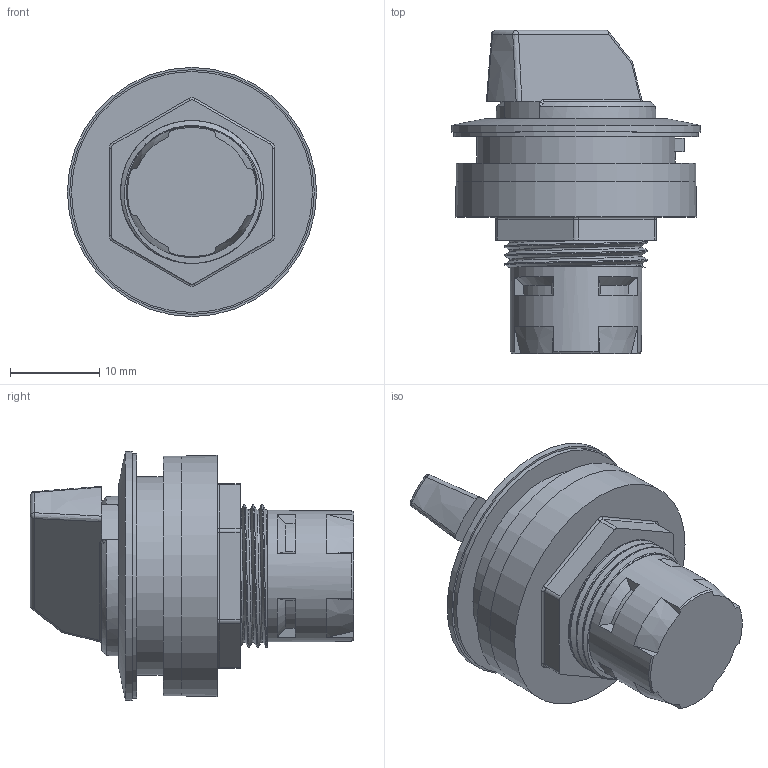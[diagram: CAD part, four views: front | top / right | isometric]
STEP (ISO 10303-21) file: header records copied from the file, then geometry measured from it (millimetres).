
FILE_DESCRIPTION(/* description */ (''),/* implementation_level */ '2;1');
FILE_NAME(/* name */ 'RRJWA_ipt.stp',/* time_stamp */ '2016-03-09T12:01:18+01:00',/* author */ ('mharscher'),/* organization */ (''),/* preprocessor_version */ 'ST-DEVELOPER v15.2',/* originating_system */ 'Autodesk Inventor 2014',/* authorisation */ '');
FILE_SCHEMA (('CONFIG_CONTROL_DESIGN'));
Length unit declared in the file: centimetre
Products named in the file (1): RRJWA_ipt
Bounding box: 27.9 x 36.2 x 27.9 mm (x, y, z)
Volume: 8962.8 mm3; surface area: 4982.1 mm2
Topology: 1 solids, 1 shells, 140 faces, 361 edges, 239 vertices
Faces by surface type: plane 55, cylinder 35, cone 21, bspline 15, torus 12, sphere 2
Full cylindrical faces by diameter (mm): 14.7 x1, 16 x3, 16.5 x1, 18.25 x1, 19.67 x1, 22.2 x1, 25 x1, 26.86 x1, 27.4 x1, 27.9 x1
Entity records: 8440 total; most frequent: CARTESIAN_POINT 5339, ORIENTED_EDGE 656, DIRECTION 602, EDGE_CURVE 328, AXIS2_PLACEMENT_3D 251, VERTEX_POINT 227, EDGE_LOOP 175, FACE_OUTER_BOUND 138
